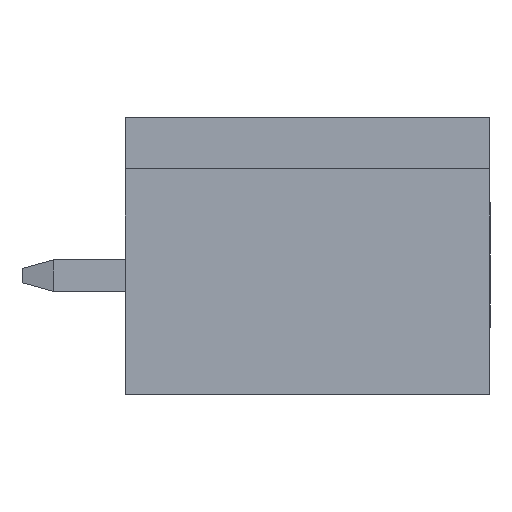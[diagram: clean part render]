
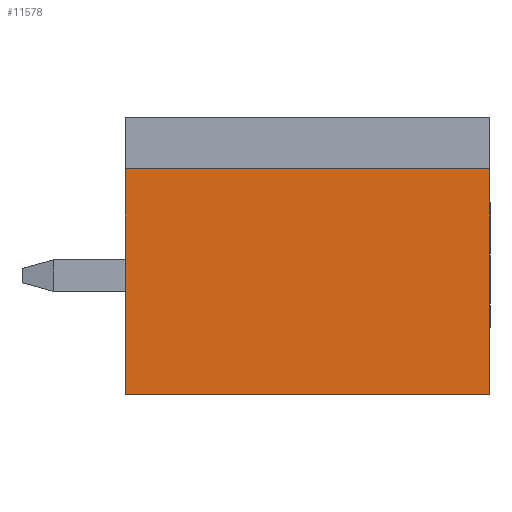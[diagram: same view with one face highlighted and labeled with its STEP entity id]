
A CAD part, left-side view. The second image highlights one B-rep face of the part: STEP entity #11578.
In plain terms, the highlighted planar face has unit normal (-1, 0, 0).
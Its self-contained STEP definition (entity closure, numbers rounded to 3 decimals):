
#2808=ORIENTED_EDGE('',*,*,#4833,.F.);
#2809=ORIENTED_EDGE('',*,*,#4932,.F.);
#2810=ORIENTED_EDGE('',*,*,#4806,.F.);
#2811=ORIENTED_EDGE('',*,*,#4753,.F.);
#4753=EDGE_CURVE('',#6069,#6070,#7429,.T.);
#4806=EDGE_CURVE('',#6070,#6117,#7470,.T.);
#4833=EDGE_CURVE('',#6137,#6069,#7493,.T.);
#4932=EDGE_CURVE('',#6117,#6137,#7589,.T.);
#6069=VERTEX_POINT('',#17732);
#6070=VERTEX_POINT('',#17734);
#6117=VERTEX_POINT('',#17837);
#6137=VERTEX_POINT('',#17888);
#7429=LINE('',#17733,#8895);
#7470=LINE('',#17836,#8936);
#7493=LINE('',#17889,#8959);
#7589=LINE('',#18088,#9055);
#8895=VECTOR('',#14446,1000.);
#8936=VECTOR('',#14517,1000.);
#8959=VECTOR('',#14558,1000.);
#9055=VECTOR('',#14754,1000.);
#9854=EDGE_LOOP('',(#2808,#2809,#2810,#2811));
#10497=FACE_BOUND('',#9854,.T.);
#11040=PLANE('',#12308);
#11578=ADVANCED_FACE('',(#10497),#11040,.F.);
#12308=AXIS2_PLACEMENT_3D('',#18089,#14755,#14756);
#14446=DIRECTION('',(0.,1.,0.));
#14517=DIRECTION('',(0.,0.,1.));
#14558=DIRECTION('',(0.,0.,-1.));
#14754=DIRECTION('',(0.,-1.,0.));
#14755=DIRECTION('',(1.,0.,0.));
#14756=DIRECTION('',(0.,0.,-1.));
#17732=CARTESIAN_POINT('',(-19.15,0.,-3.5));
#17733=CARTESIAN_POINT('',(-19.15,0.,-3.5));
#17734=CARTESIAN_POINT('',(-19.15,9.2,-3.5));
#17836=CARTESIAN_POINT('',(-19.15,9.2,-3.5));
#17837=CARTESIAN_POINT('',(-19.15,9.2,2.2));
#17888=CARTESIAN_POINT('',(-19.15,0.,2.2));
#17889=CARTESIAN_POINT('',(-19.15,0.,2.2));
#18088=CARTESIAN_POINT('',(-19.15,9.2,2.2));
#18089=CARTESIAN_POINT('',(-19.15,0.,0.));
